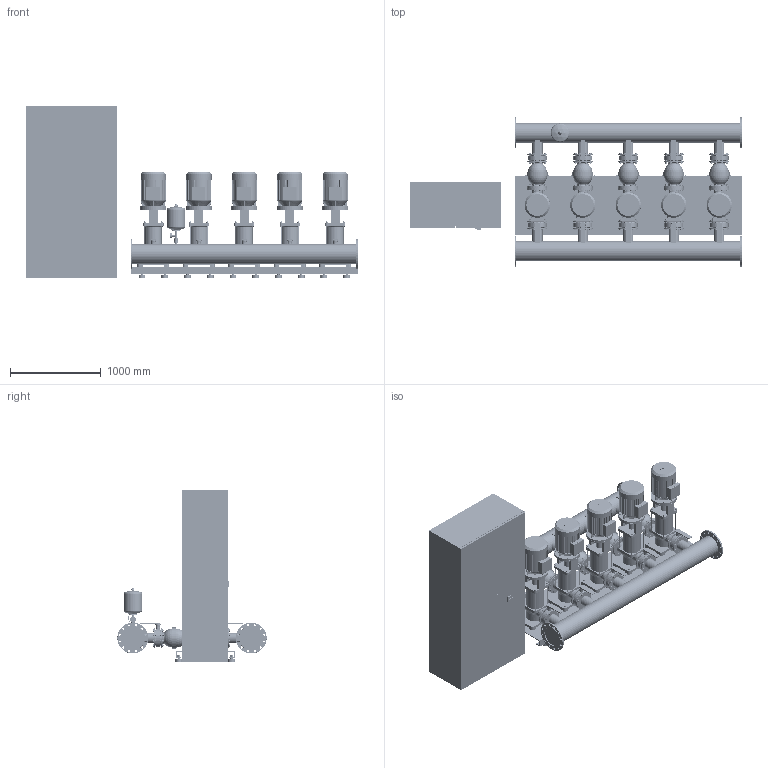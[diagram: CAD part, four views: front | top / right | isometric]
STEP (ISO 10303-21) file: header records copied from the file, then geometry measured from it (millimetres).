
FILE_DESCRIPTION((''),'2;1');
FILE_NAME('3d_COR-5MVI7002_2-2523283.stp','2011-08-26T14:56:54',(''),(''),'Mechanical Desktop 2009','Mechanical Desktop 2009',', , ');
FILE_SCHEMA(('CONFIG_CONTROL_DESIGN'));
Length unit declared in the file: millimetre
Products named in the file (1): Product
Bounding box: 3650 x 1639.55 x 1900 mm (x, y, z)
Volume: 1524114503.1 mm3; surface area: 33836821.2 mm2
Topology: 297 solids, 297 shells, 8646 faces, 20716 edges, 13435 vertices
Faces by surface type: plane 4356, cylinder 2381, bspline 1167, cone 526, torus 154, sphere 62
Full cylindrical faces by diameter (mm): 114.3 x10, 205 x10
Entity records: 270013 total; most frequent: CARTESIAN_POINT 65596, DIRECTION 42790, ORIENTED_EDGE 41312, EDGE_CURVE 20656, AXIS2_PLACEMENT_3D 14907, VERTEX_POINT 13420, VECTOR 12976, LINE 12976
